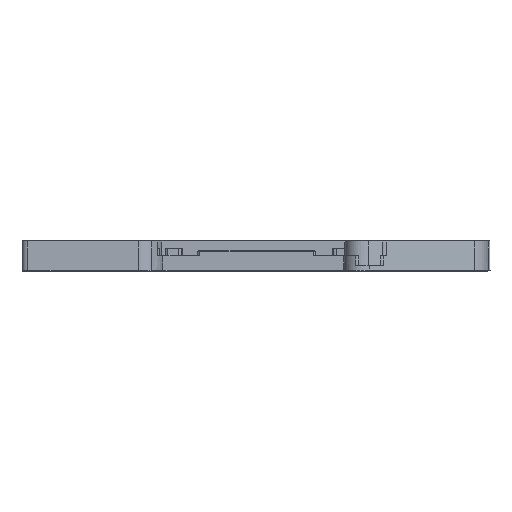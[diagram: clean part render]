
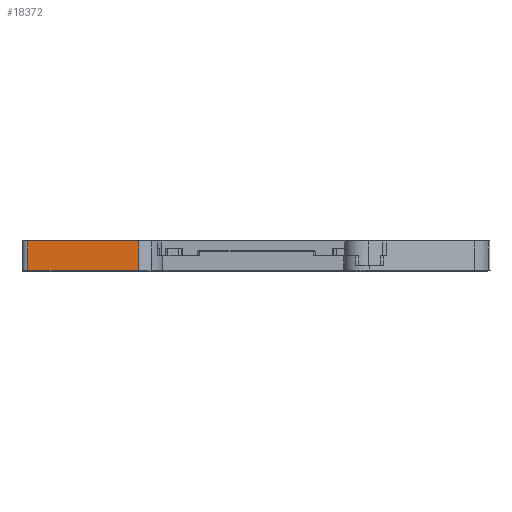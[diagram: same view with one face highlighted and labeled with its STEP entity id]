
A CAD part, front view. The second image highlights one B-rep face of the part: STEP entity #18372.
In plain terms, the highlighted planar face has unit normal (0, -1, 0).
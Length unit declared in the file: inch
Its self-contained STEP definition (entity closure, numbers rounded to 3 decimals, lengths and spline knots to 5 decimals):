
#248 = LINE ( 'NONE', #17275, #36435 ) ;
#1428 = LINE ( 'NONE', #24774, #3294 ) ;
#1518 = VERTEX_POINT ( 'NONE', #13226 ) ;
#3175 = EDGE_CURVE ( 'NONE', #36781, #19467, #24900, .T. ) ;
#3294 = VECTOR ( 'NONE', #19067, 39.37008 ) ;
#4452 = CARTESIAN_POINT ( 'NONE',  ( -1.04732, -0.24655, 0.00591 ) ) ;
#4645 = CARTESIAN_POINT ( 'NONE',  ( -1.2961, -0.24655, 0.00591 ) ) ;
#7355 = ORIENTED_EDGE ( 'NONE', *, *, #21856, .F. ) ;
#7479 = DIRECTION ( 'NONE',  ( -1., 0., 0. ) ) ;
#9269 = DIRECTION ( 'NONE',  ( 0., 0., 1. ) ) ;
#9270 = EDGE_CURVE ( 'NONE', #20836, #36781, #248, .T. ) ;
#9598 = B_SPLINE_CURVE_WITH_KNOTS ( 'NONE', 3,
 ( #19313, #4452, #4645, #32235 ),
 .UNSPECIFIED., .F., .F.,
 ( 4, 4 ),
 ( 0., 1. ),
 .UNSPECIFIED. ) ;
#10042 = ORIENTED_EDGE ( 'NONE', *, *, #30473, .F. ) ;
#10682 = CARTESIAN_POINT ( 'NONE',  ( -1.54488, -0.24655, 0.20276 ) ) ;
#10888 = CARTESIAN_POINT ( 'NONE',  ( -1.54488, -0.24655, 0.00591 ) ) ;
#11983 = CARTESIAN_POINT ( 'NONE',  ( -0.79853, -0.24655, 0.20276 ) ) ;
#13226 = CARTESIAN_POINT ( 'NONE',  ( -0.79853, -0.24655, 0.00591 ) ) ;
#16468 = PLANE ( 'NONE',  #23064 ) ;
#17275 = CARTESIAN_POINT ( 'NONE',  ( -1.54488, -0.24655, 0.20276 ) ) ;
#18372 = ADVANCED_FACE ( 'NONE', ( #34299 ), #16468, .F. ) ;
#18883 = ORIENTED_EDGE ( 'NONE', *, *, #9270, .F. ) ;
#19067 = DIRECTION ( 'NONE',  ( 0., 0., -1. ) ) ;
#19107 = CARTESIAN_POINT ( 'NONE',  ( -0.79853, -0.24655, 0.20276 ) ) ;
#19313 = CARTESIAN_POINT ( 'NONE',  ( -0.79853, -0.24655, 0.00591 ) ) ;
#19467 = VERTEX_POINT ( 'NONE', #11983 ) ;
#20836 = VERTEX_POINT ( 'NONE', #10888 ) ;
#21856 = EDGE_CURVE ( 'NONE', #1518, #20836, #9598, .T. ) ;
#22236 = CARTESIAN_POINT ( 'NONE',  ( -1.04732, -0.24655, 0.20276 ) ) ;
#22413 = CARTESIAN_POINT ( 'NONE',  ( -1.54488, -0.24655, 0.20276 ) ) ;
#23064 = AXIS2_PLACEMENT_3D ( 'NONE', #37631, #31746, #7479 ) ;
#24175 = EDGE_LOOP ( 'NONE', ( #10042, #30425, #18883, #7355 ) ) ;
#24774 = CARTESIAN_POINT ( 'NONE',  ( -0.79853, -0.24655, 0.20276 ) ) ;
#24900 = B_SPLINE_CURVE_WITH_KNOTS ( 'NONE', 3,
 ( #10682, #25200, #22236, #19107 ),
 .UNSPECIFIED., .F., .F.,
 ( 4, 4 ),
 ( 0., 1. ),
 .UNSPECIFIED. ) ;
#25200 = CARTESIAN_POINT ( 'NONE',  ( -1.2961, -0.24655, 0.20276 ) ) ;
#30425 = ORIENTED_EDGE ( 'NONE', *, *, #3175, .F. ) ;
#30473 = EDGE_CURVE ( 'NONE', #19467, #1518, #1428, .T. ) ;
#31746 = DIRECTION ( 'NONE',  ( 0., 1., 0. ) ) ;
#32235 = CARTESIAN_POINT ( 'NONE',  ( -1.54488, -0.24655, 0.00591 ) ) ;
#34299 = FACE_OUTER_BOUND ( 'NONE', #24175, .T. ) ;
#36435 = VECTOR ( 'NONE', #9269, 39.37008 ) ;
#36781 = VERTEX_POINT ( 'NONE', #22413 ) ;
#37631 = CARTESIAN_POINT ( 'NONE',  ( 0., -0.24655, 0.20276 ) ) ;
